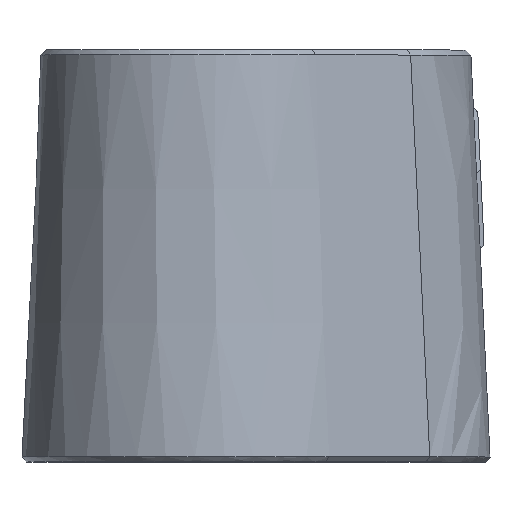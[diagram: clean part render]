
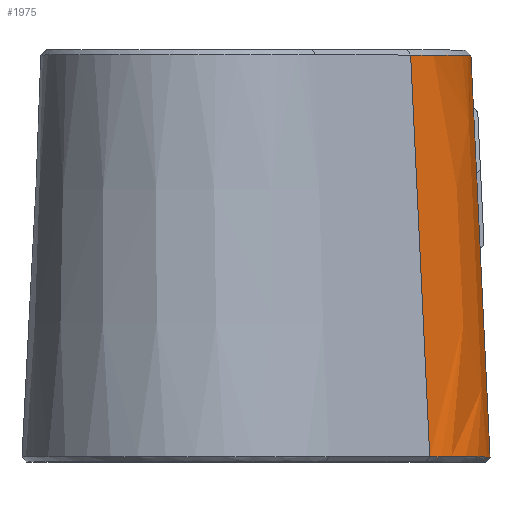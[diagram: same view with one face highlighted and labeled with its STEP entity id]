
A CAD part, top view. The second image highlights one B-rep face of the part: STEP entity #1975.
In plain terms, the highlighted free-form (B-spline) face has degree [3, 3] with [5, 4] control points.
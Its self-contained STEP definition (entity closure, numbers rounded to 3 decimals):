
#88=B_SPLINE_CURVE_WITH_KNOTS('',3,(#3038,#3039,#3040,#3041,#3042),
 .UNSPECIFIED.,.F.,.F.,(4,1,4),(-1.573,-0.675,-0.001),
 .UNSPECIFIED.);
#125=B_SPLINE_CURVE_WITH_KNOTS('',3,(#3643,#3644,#3645,#3646,#3647),
 .UNSPECIFIED.,.F.,.F.,(4,1,4),(-1.574,-0.675,0.),
 .UNSPECIFIED.);
#127=B_SPLINE_CURVE_WITH_KNOTS('',3,(#3671,#3672,#3673,#3674),
 .UNSPECIFIED.,.F.,.F.,(4,4),(-0.928,-0.928),
 .UNSPECIFIED.);
#131=B_SPLINE_CURVE_WITH_KNOTS('',3,(#3731,#3732,#3733,#3734),
 .UNSPECIFIED.,.F.,.F.,(4,4),(4.846,4.847),
 .UNSPECIFIED.);
#139=B_SPLINE_CURVE_WITH_KNOTS('',3,(#3896,#3897,#3898,#3899),
 .UNSPECIFIED.,.F.,.F.,(4,4),(-3.955,-0.05),
 .UNSPECIFIED.);
#146=B_SPLINE_CURVE_WITH_KNOTS('',3,(#3979,#3980,#3981,#3982),
 .UNSPECIFIED.,.F.,.F.,(4,4),(0.05,3.955),
 .UNSPECIFIED.);
#203=B_SPLINE_SURFACE_WITH_KNOTS('',3,3,((#3959,#3960,#3961,#3962),(#3963,
#3964,#3965,#3966),(#3967,#3968,#3969,#3970),(#3971,#3972,#3973,#3974),
(#3975,#3976,#3977,#3978)),.UNSPECIFIED.,.F.,.F.,.F.,(4,1,4),(4,4),(0.,
0.571,1.),(0.042,3.955),
 .UNSPECIFIED.);
#284=FACE_OUTER_BOUND('',#400,.T.);
#400=EDGE_LOOP('',(#1584,#1585,#1586,#1587,#1588,#1589));
#825=VERTEX_POINT('',#2581);
#858=VERTEX_POINT('',#3027);
#861=VERTEX_POINT('',#3036);
#897=VERTEX_POINT('',#3640);
#898=VERTEX_POINT('',#3642);
#900=VERTEX_POINT('',#3680);
#1066=EDGE_CURVE('',#861,#858,#88,.T.);
#1127=EDGE_CURVE('',#897,#898,#125,.T.);
#1130=EDGE_CURVE('',#898,#825,#127,.T.);
#1139=EDGE_CURVE('',#900,#897,#131,.T.);
#1151=EDGE_CURVE('',#861,#825,#139,.T.);
#1172=EDGE_CURVE('',#900,#858,#146,.T.);
#1584=ORIENTED_EDGE('',*,*,#1066,.F.);
#1585=ORIENTED_EDGE('',*,*,#1151,.T.);
#1586=ORIENTED_EDGE('',*,*,#1130,.F.);
#1587=ORIENTED_EDGE('',*,*,#1127,.F.);
#1588=ORIENTED_EDGE('',*,*,#1139,.F.);
#1589=ORIENTED_EDGE('',*,*,#1172,.T.);
#1975=ADVANCED_FACE('',(#284),#203,.F.);
#2581=CARTESIAN_POINT('',(22.125,0.499,2.59));
#3027=CARTESIAN_POINT('',(26.124,39.501,-12.303));
#3036=CARTESIAN_POINT('',(20.272,39.501,1.823));
#3038=CARTESIAN_POINT('Ctrl Pts',(20.272,39.501,1.823));
#3039=CARTESIAN_POINT('Ctrl Pts',(22.392,39.501,-0.297));
#3040=CARTESIAN_POINT('Ctrl Pts',(25.235,39.501,-4.832));
#3041=CARTESIAN_POINT('Ctrl Pts',(26.124,39.501,-10.055));
#3042=CARTESIAN_POINT('Ctrl Pts',(26.124,39.501,-12.303));
#3640=CARTESIAN_POINT('',(27.976,0.499,-11.526));
#3642=CARTESIAN_POINT('',(22.132,0.499,2.583));
#3643=CARTESIAN_POINT('Ctrl Pts',(27.976,0.499,-11.526));
#3644=CARTESIAN_POINT('Ctrl Pts',(27.975,0.499,-8.531));
#3645=CARTESIAN_POINT('Ctrl Pts',(26.778,0.499,-3.323));
#3646=CARTESIAN_POINT('Ctrl Pts',(23.719,0.499,0.994));
#3647=CARTESIAN_POINT('Ctrl Pts',(22.132,0.499,2.583));
#3671=CARTESIAN_POINT('Ctrl Pts',(22.132,0.499,2.583));
#3672=CARTESIAN_POINT('Ctrl Pts',(22.13,0.499,2.586));
#3673=CARTESIAN_POINT('Ctrl Pts',(22.127,0.499,2.588));
#3674=CARTESIAN_POINT('Ctrl Pts',(22.125,0.499,2.59));
#3680=CARTESIAN_POINT('',(27.976,0.499,-11.536));
#3731=CARTESIAN_POINT('Ctrl Pts',(27.976,0.499,-11.536));
#3732=CARTESIAN_POINT('Ctrl Pts',(27.976,0.499,-11.533));
#3733=CARTESIAN_POINT('Ctrl Pts',(27.976,0.499,-11.529));
#3734=CARTESIAN_POINT('Ctrl Pts',(27.976,0.499,-11.526));
#3896=CARTESIAN_POINT('Ctrl Pts',(20.272,39.501,1.823));
#3897=CARTESIAN_POINT('Ctrl Pts',(20.89,26.5,2.079));
#3898=CARTESIAN_POINT('Ctrl Pts',(21.507,13.5,2.334));
#3899=CARTESIAN_POINT('Ctrl Pts',(22.125,0.499,2.59));
#3959=CARTESIAN_POINT('Ctrl Pts',(27.98,0.421,-11.534));
#3960=CARTESIAN_POINT('Ctrl Pts',(27.361,13.448,-11.791));
#3961=CARTESIAN_POINT('Ctrl Pts',(26.742,26.474,-12.047));
#3962=CARTESIAN_POINT('Ctrl Pts',(26.124,39.501,-12.303));
#3963=CARTESIAN_POINT('Ctrl Pts',(27.977,0.48,-8.547));
#3964=CARTESIAN_POINT('Ctrl Pts',(27.358,13.506,-8.803));
#3965=CARTESIAN_POINT('Ctrl Pts',(26.74,26.533,-9.059));
#3966=CARTESIAN_POINT('Ctrl Pts',(26.121,39.559,-9.316));
#3967=CARTESIAN_POINT('Ctrl Pts',(26.781,0.526,-3.321));
#3968=CARTESIAN_POINT('Ctrl Pts',(26.162,13.552,-3.578));
#3969=CARTESIAN_POINT('Ctrl Pts',(25.543,26.579,-3.834));
#3970=CARTESIAN_POINT('Ctrl Pts',(24.924,39.605,-4.09));
#3971=CARTESIAN_POINT('Ctrl Pts',(23.712,0.465,1.006));
#3972=CARTESIAN_POINT('Ctrl Pts',(23.093,13.492,0.749));
#3973=CARTESIAN_POINT('Ctrl Pts',(22.474,26.518,0.493));
#3974=CARTESIAN_POINT('Ctrl Pts',(21.856,39.545,0.237));
#3975=CARTESIAN_POINT('Ctrl Pts',(22.129,0.421,2.592));
#3976=CARTESIAN_POINT('Ctrl Pts',(21.51,13.448,2.335));
#3977=CARTESIAN_POINT('Ctrl Pts',(20.891,26.474,2.079));
#3978=CARTESIAN_POINT('Ctrl Pts',(20.272,39.501,1.823));
#3979=CARTESIAN_POINT('Ctrl Pts',(27.976,0.499,-11.536));
#3980=CARTESIAN_POINT('Ctrl Pts',(27.359,13.5,-11.792));
#3981=CARTESIAN_POINT('Ctrl Pts',(26.741,26.5,-12.048));
#3982=CARTESIAN_POINT('Ctrl Pts',(26.124,39.501,-12.303));
